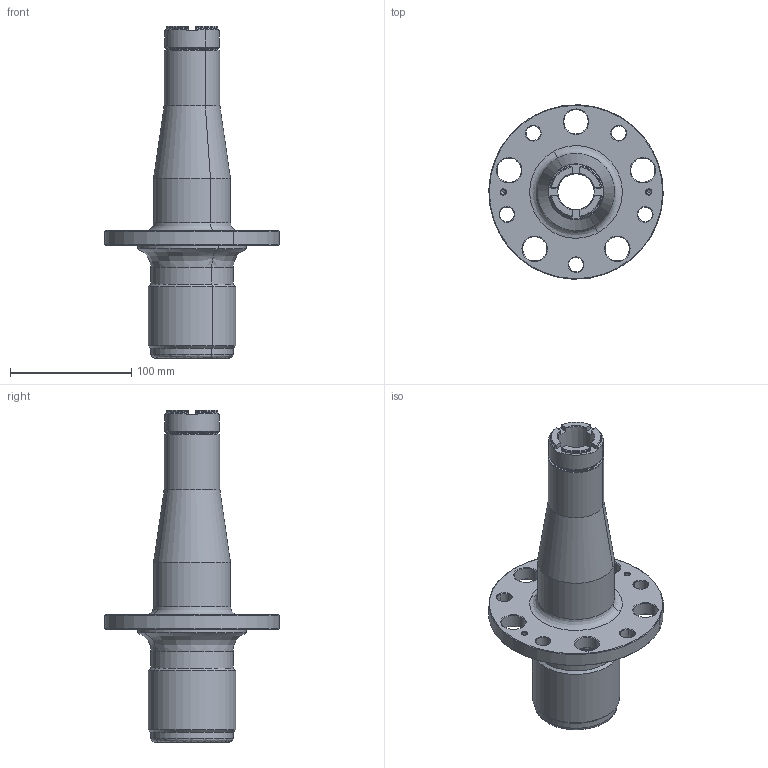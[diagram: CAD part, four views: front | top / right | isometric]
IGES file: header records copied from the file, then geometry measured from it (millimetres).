
Start section: START RECORD GO HERE.
Global section: file name: fusee avant BMW CSL 3.igs; native system: DASSAULT SYSTEMES CATIA Version 5-6 Release 2014 - www.3ds.com; preprocessor: V5-6R2014_5.24.0.0.01-15-2014.20.00; author: PC; organization: DESKTOP-PNQLQPQ; date: 20240916.143812; units: millimetre
Bounding box: 143.96 x 143.96 x 274 mm (x, y, z)
Surface area: 116833.4 mm2 (no closed solid volume)
Topology: 0 solids, 0 shells, 198 faces, 912 edges, 910 vertices
Faces by surface type: revolution 164, plane 34
